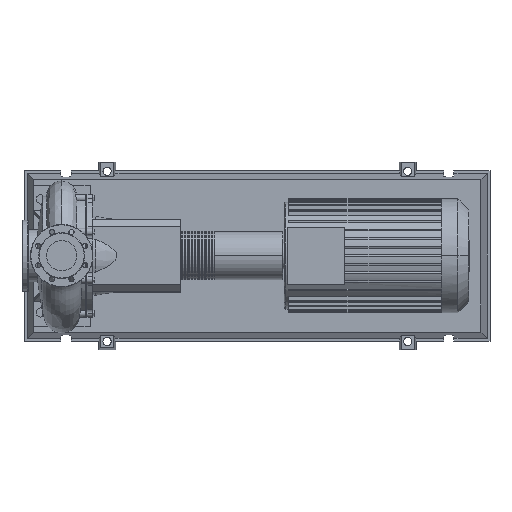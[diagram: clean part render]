
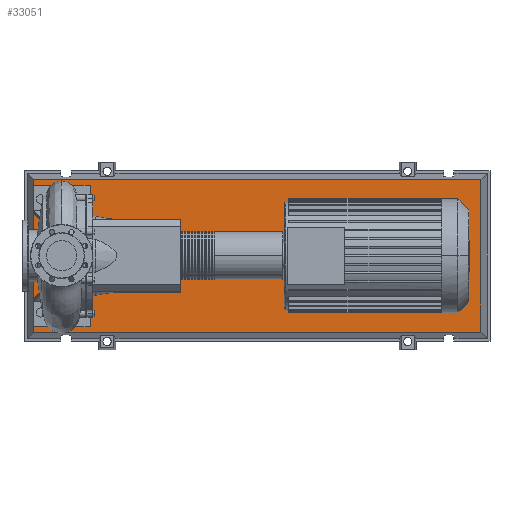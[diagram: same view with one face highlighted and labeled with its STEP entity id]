
A CAD part, top view. The second image highlights one B-rep face of the part: STEP entity #33051.
In plain terms, the highlighted planar face has unit normal (0, 0, 1).
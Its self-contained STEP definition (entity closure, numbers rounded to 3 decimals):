
#32732=CARTESIAN_POINT('',(1478.185,-268.185,123.0));
#32733=VERTEX_POINT('',#32732);
#32740=CARTESIAN_POINT('',(-98.185,-268.185,123.0));
#32741=VERTEX_POINT('',#32740);
#32742=CARTESIAN_POINT('',(1478.185,-268.185,123.0));
#32743=DIRECTION('',(-1.0,0.0,0.0));
#32744=VECTOR('',#32743,1576.37);
#32745=LINE('',#32742,#32744);
#32746=EDGE_CURVE('',#32733,#32741,#32745,.T.);
#32964=CARTESIAN_POINT('',(1478.185,268.185,123.0));
#32965=VERTEX_POINT('',#32964);
#32966=CARTESIAN_POINT('',(1478.185,268.185,123.0));
#32967=DIRECTION('',(0.0,-1.0,0.0));
#32968=VECTOR('',#32967,536.37);
#32969=LINE('',#32966,#32968);
#32970=EDGE_CURVE('',#32965,#32733,#32969,.T.);
#32988=CARTESIAN_POINT('',(-98.185,268.185,123.0));
#32989=VERTEX_POINT('',#32988);
#32990=CARTESIAN_POINT('',(-98.185,-268.185,123.0));
#32991=DIRECTION('',(0.0,1.0,0.0));
#32992=VECTOR('',#32991,536.37);
#32993=LINE('',#32990,#32992);
#32994=EDGE_CURVE('',#32741,#32989,#32993,.T.);
#33027=CARTESIAN_POINT('',(-98.185,268.185,123.0));
#33028=DIRECTION('',(1.0,0.0,0.0));
#33029=VECTOR('',#33028,1576.37);
#33030=LINE('',#33027,#33029);
#33031=EDGE_CURVE('',#32989,#32965,#33030,.T.);
#33040=CARTESIAN_POINT('',(690.,0.,123.0));
#33041=DIRECTION('',(0.0,0.0,1.0));
#33042=DIRECTION('',(1.0,0.0,0.0));
#33043=AXIS2_PLACEMENT_3D('',#33040,#33041,#33042);
#33044=PLANE('',#33043);
#33045=ORIENTED_EDGE('',*,*,#32970,.F.);
#33046=ORIENTED_EDGE('',*,*,#33031,.F.);
#33047=ORIENTED_EDGE('',*,*,#32994,.F.);
#33048=ORIENTED_EDGE('',*,*,#32746,.F.);
#33049=EDGE_LOOP('',(#33045,#33046,#33047,#33048));
#33050=FACE_OUTER_BOUND('',#33049,.T.);
#33051=ADVANCED_FACE('',(#33050),#33044,.T.);
